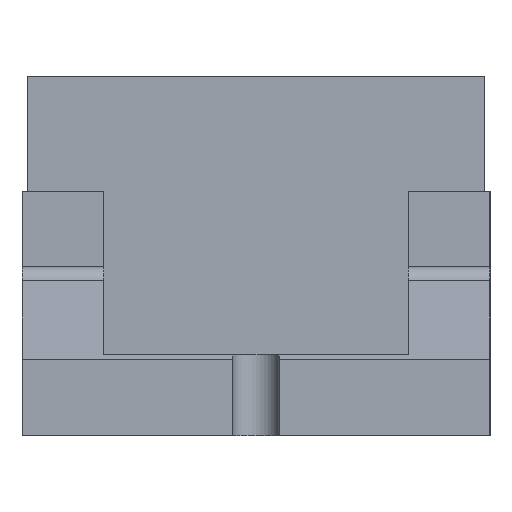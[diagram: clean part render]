
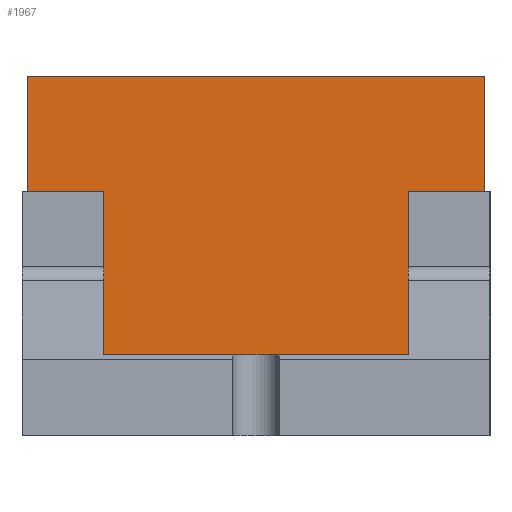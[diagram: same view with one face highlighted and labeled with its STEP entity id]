
A CAD part, left-side view. The second image highlights one B-rep face of the part: STEP entity #1967.
In plain terms, the highlighted planar face has unit normal (-1, 0, 0).
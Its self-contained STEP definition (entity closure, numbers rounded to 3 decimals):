
#169=PLANE('',#2190);
#298=FACE_OUTER_BOUND('',#482,.T.);
#482=EDGE_LOOP('',(#1765,#1766,#1767,#1768,#1769,#1770,#1771,#1772));
#509=LINE('',#2814,#665);
#518=LINE('',#2837,#674);
#565=LINE('',#3089,#721);
#567=LINE('',#3106,#723);
#593=LINE('',#3211,#749);
#600=LINE('',#3224,#756);
#606=LINE('',#3233,#762);
#652=LINE('',#3331,#808);
#665=VECTOR('',#2219,30.);
#674=VECTOR('',#2238,30.);
#721=VECTOR('',#2503,21.175);
#723=VECTOR('',#2521,21.175);
#749=VECTOR('',#2637,56.);
#756=VECTOR('',#2652,14.);
#762=VECTOR('',#2660,14.);
#808=VECTOR('',#2774,84.);
#908=VERTEX_POINT('',#2811);
#909=VERTEX_POINT('',#2813);
#917=VERTEX_POINT('',#2834);
#918=VERTEX_POINT('',#2836);
#1009=VERTEX_POINT('',#3078);
#1014=VERTEX_POINT('',#3087);
#1020=VERTEX_POINT('',#3103);
#1021=VERTEX_POINT('',#3105);
#1092=EDGE_CURVE('',#908,#909,#509,.T.);
#1103=EDGE_CURVE('',#918,#917,#518,.T.);
#1206=EDGE_CURVE('',#1014,#1009,#565,.T.);
#1212=EDGE_CURVE('',#1020,#1021,#567,.T.);
#1255=EDGE_CURVE('',#909,#917,#593,.T.);
#1262=EDGE_CURVE('',#1014,#918,#600,.T.);
#1268=EDGE_CURVE('',#908,#1021,#606,.T.);
#1318=EDGE_CURVE('',#1009,#1020,#652,.T.);
#1765=ORIENTED_EDGE('',*,*,#1262,.T.);
#1766=ORIENTED_EDGE('',*,*,#1103,.T.);
#1767=ORIENTED_EDGE('',*,*,#1255,.F.);
#1768=ORIENTED_EDGE('',*,*,#1092,.F.);
#1769=ORIENTED_EDGE('',*,*,#1268,.T.);
#1770=ORIENTED_EDGE('',*,*,#1212,.F.);
#1771=ORIENTED_EDGE('',*,*,#1318,.F.);
#1772=ORIENTED_EDGE('',*,*,#1206,.F.);
#1967=ADVANCED_FACE('',(#298),#169,.T.);
#2190=AXIS2_PLACEMENT_3D('',#3330,#2772,#2773);
#2219=DIRECTION('',(0.,0.,-1.));
#2238=DIRECTION('',(0.,0.,-1.));
#2503=DIRECTION('',(0.,0.,1.));
#2521=DIRECTION('',(0.,0.,-1.));
#2637=DIRECTION('',(0.,1.,0.));
#2652=DIRECTION('',(0.,-1.,0.));
#2660=DIRECTION('',(0.,-1.,0.));
#2772=DIRECTION('center_axis',(-1.,0.,0.));
#2773=DIRECTION('ref_axis',(0.,0.,1.));
#2774=DIRECTION('',(0.,-1.,0.));
#2811=CARTESIAN_POINT('',(-74.75,-28.,43.325));
#2813=CARTESIAN_POINT('',(-74.75,-28.,13.325));
#2814=CARTESIAN_POINT('',(-74.75,-28.,43.325));
#2834=CARTESIAN_POINT('',(-74.75,28.,13.325));
#2836=CARTESIAN_POINT('',(-74.75,28.,43.325));
#2837=CARTESIAN_POINT('',(-74.75,28.,43.325));
#3078=CARTESIAN_POINT('',(-74.75,42.,64.5));
#3087=CARTESIAN_POINT('',(-74.75,42.,43.325));
#3089=CARTESIAN_POINT('',(-74.75,42.,64.5));
#3103=CARTESIAN_POINT('',(-74.75,-42.,64.5));
#3105=CARTESIAN_POINT('',(-74.75,-42.,43.325));
#3106=CARTESIAN_POINT('',(-74.75,-42.,64.5));
#3211=CARTESIAN_POINT('',(-74.75,42.,13.325));
#3224=CARTESIAN_POINT('',(-74.75,0.,43.325));
#3233=CARTESIAN_POINT('',(-74.75,0.,43.325));
#3330=CARTESIAN_POINT('Origin',(-74.75,0.,0.));
#3331=CARTESIAN_POINT('',(-74.75,0.,64.5));
